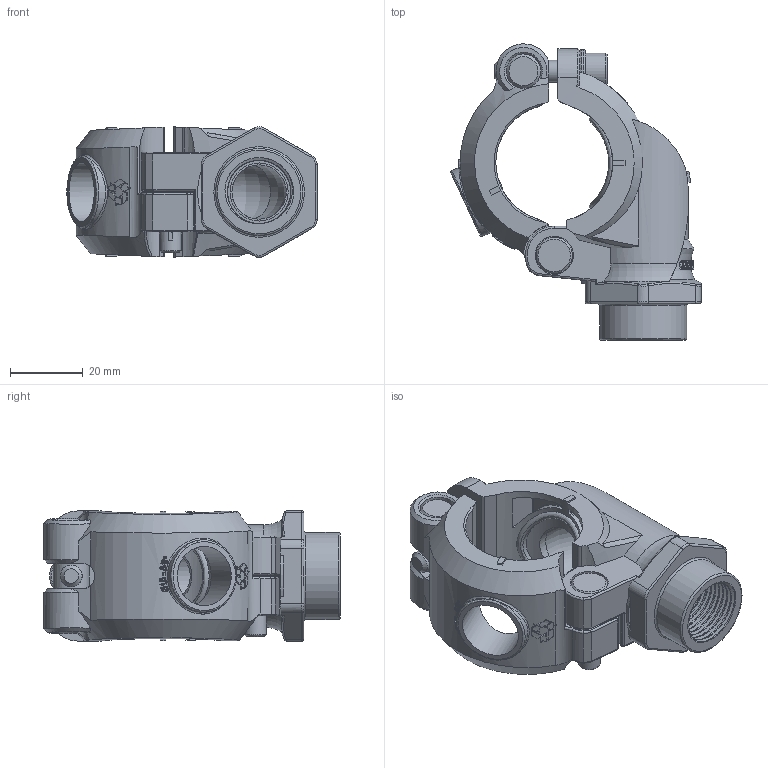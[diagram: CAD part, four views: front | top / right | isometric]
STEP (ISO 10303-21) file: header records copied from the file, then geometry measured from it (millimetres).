
FILE_DESCRIPTION(('STEP AP214'),'1');
FILE_NAME('PPS1 BT3212.stp','2020-07-08T08:50:57',(' '),(' '),'Spatial InterOp 3D',' ',' ');
FILE_SCHEMA(('AUTOMOTIVE_DESIGN { 1 0 10303 214 1 1 1 1 }'));
Length unit declared in the file: metre
Products named in the file (1): 1594195914
Bounding box: 69.03 x 81.68 x 36.02 mm (x, y, z)
Volume: 55180 mm3; surface area: 24936.9 mm2
Topology: 1 solids, 1 shells, 1011 faces, 2753 edges, 1756 vertices
Faces by surface type: plane 361, cylinder 270, extrusion 205, bspline 67, torus 51, sphere 38, cone 19
Full cylindrical faces by diameter (mm): 6 x5, 9.5 x2, 10 x3, 10.5 x1, 12 x1, 15 x1, 16 x2, 16.4 x1, 20.7 x1, 20.955 x1, 22 x1, 24 x1
Entity records: 154579 total; most frequent: CARTESIAN_POINT 123367, ORIENTED_EDGE 5266, DIRECTION 3875, EDGE_CURVE 2633, VERTEX_POINT 1723, AXIS2_PLACEMENT_3D 1335, B_SPLINE_CURVE_WITH_KNOTS 1241, VECTOR 1205
